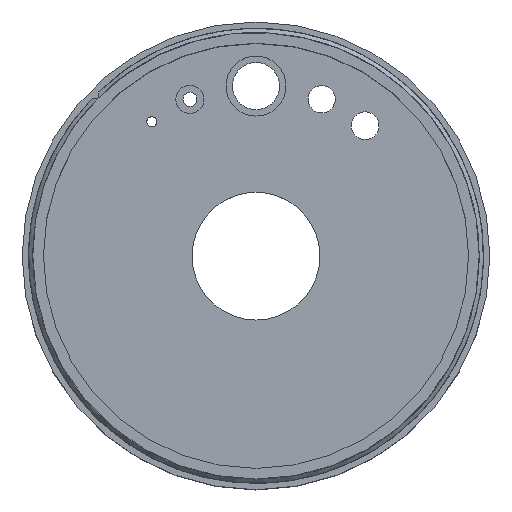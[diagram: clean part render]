
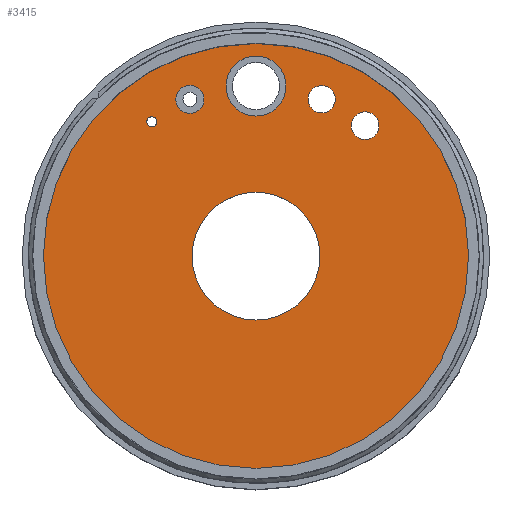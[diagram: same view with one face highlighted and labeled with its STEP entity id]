
A CAD part, top view. The second image highlights one B-rep face of the part: STEP entity #3415.
In plain terms, the highlighted planar face has unit normal (0, 0, 1).
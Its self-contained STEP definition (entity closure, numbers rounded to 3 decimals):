
#16 = CARTESIAN_POINT ( 'NONE',  ( -37.683, 73.719, 10. ) ) ;
#35 = VERTEX_POINT ( 'NONE', #3459 ) ;
#98 = VERTEX_POINT ( 'NONE', #1458 ) ;
#109 = DIRECTION ( 'NONE',  ( 0., 0., 1. ) ) ;
#140 = VERTEX_POINT ( 'NONE', #157 ) ;
#157 = CARTESIAN_POINT ( 'NONE',  ( -46.656, 63.233, 10. ) ) ;
#194 = CIRCLE ( 'NONE', #2538, 14.105 ) ;
#224 = CARTESIAN_POINT ( 'NONE',  ( -100., 0., 10. ) ) ;
#289 = FACE_BOUND ( 'NONE', #1153, .T. ) ;
#307 = CARTESIAN_POINT ( 'NONE',  ( -30.05, 0., 10. ) ) ;
#337 = AXIS2_PLACEMENT_3D ( 'NONE', #4261, #109, #475 ) ;
#366 = CARTESIAN_POINT ( 'NONE',  ( 0., 80., 10. ) ) ;
#368 = VERTEX_POINT ( 'NONE', #224 ) ;
#475 = DIRECTION ( 'NONE',  ( 1., 0., 0. ) ) ;
#499 = ORIENTED_EDGE ( 'NONE', *, *, #962, .F. ) ;
#501 = EDGE_CURVE ( 'NONE', #368, #2740, #1934, .T. ) ;
#524 = VERTEX_POINT ( 'NONE', #1956 ) ;
#538 = DIRECTION ( 'NONE',  ( 0., 0., 1. ) ) ;
#545 = FACE_BOUND ( 'NONE', #1399, .T. ) ;
#639 = AXIS2_PLACEMENT_3D ( 'NONE', #3730, #1255, #3043 ) ;
#662 = ORIENTED_EDGE ( 'NONE', *, *, #1961, .F. ) ;
#684 = ORIENTED_EDGE ( 'NONE', *, *, #1021, .F. ) ;
#726 = EDGE_LOOP ( 'NONE', ( #3836, #662 ) ) ;
#749 = VERTEX_POINT ( 'NONE', #2709 ) ;
#774 = AXIS2_PLACEMENT_3D ( 'NONE', #1373, #538, #1736 ) ;
#780 = VERTEX_POINT ( 'NONE', #3505 ) ;
#796 = AXIS2_PLACEMENT_3D ( 'NONE', #3555, #1089, #1751 ) ;
#830 = DIRECTION ( 'NONE',  ( 1., 0., 0. ) ) ;
#882 = EDGE_CURVE ( 'NONE', #749, #1593, #1135, .T. ) ;
#883 = DIRECTION ( 'NONE',  ( 1., 0., 0. ) ) ;
#911 = ORIENTED_EDGE ( 'NONE', *, *, #2512, .F. ) ;
#942 = DIRECTION ( 'NONE',  ( 1., 0., 0. ) ) ;
#962 = EDGE_CURVE ( 'NONE', #780, #1495, #1723, .T. ) ;
#965 = CARTESIAN_POINT ( 'NONE',  ( 57.85, 61.362, 10. ) ) ;
#989 = CIRCLE ( 'NONE', #3570, 2.35 ) ;
#1021 = EDGE_CURVE ( 'NONE', #524, #98, #1141, .T. ) ;
#1039 = CARTESIAN_POINT ( 'NONE',  ( 100., 0., 10. ) ) ;
#1089 = DIRECTION ( 'NONE',  ( 0., 0., 1. ) ) ;
#1120 = ORIENTED_EDGE ( 'NONE', *, *, #1159, .F. ) ;
#1135 = CIRCLE ( 'NONE', #4367, 6.52 ) ;
#1141 = CIRCLE ( 'NONE', #1573, 6.4 ) ;
#1153 = EDGE_LOOP ( 'NONE', ( #3154, #911 ) ) ;
#1154 = CARTESIAN_POINT ( 'NONE',  ( 30.882, 73.799, 10. ) ) ;
#1159 = EDGE_CURVE ( 'NONE', #1766, #35, #194, .T. ) ;
#1164 = EDGE_CURVE ( 'NONE', #4081, #140, #989, .T. ) ;
#1209 = FACE_BOUND ( 'NONE', #2817, .T. ) ;
#1255 = DIRECTION ( 'NONE',  ( 0., 0., 1. ) ) ;
#1294 = DIRECTION ( 'NONE',  ( 0., 0., 1. ) ) ;
#1355 = EDGE_CURVE ( 'NONE', #35, #1766, #4525, .T. ) ;
#1363 = EDGE_LOOP ( 'NONE', ( #2076, #3691 ) ) ;
#1373 = CARTESIAN_POINT ( 'NONE',  ( 0., 80., 10. ) ) ;
#1399 = EDGE_LOOP ( 'NONE', ( #1120, #2262 ) ) ;
#1422 = DIRECTION ( 'NONE',  ( 0., 0., 1. ) ) ;
#1458 = CARTESIAN_POINT ( 'NONE',  ( 37.282, 73.799, 10. ) ) ;
#1495 = VERTEX_POINT ( 'NONE', #307 ) ;
#1496 = DIRECTION ( 'NONE',  ( 0., 0., 1. ) ) ;
#1568 = VERTEX_POINT ( 'NONE', #16 ) ;
#1573 = AXIS2_PLACEMENT_3D ( 'NONE', #1154, #2216, #830 ) ;
#1589 = CIRCLE ( 'NONE', #796, 6.61 ) ;
#1590 = DIRECTION ( 'NONE',  ( 0., 0., 1. ) ) ;
#1593 = VERTEX_POINT ( 'NONE', #965 ) ;
#1609 = CARTESIAN_POINT ( 'NONE',  ( 0., 0., 10. ) ) ;
#1656 = EDGE_LOOP ( 'NONE', ( #2292, #3998 ) ) ;
#1691 = CARTESIAN_POINT ( 'NONE',  ( -49.006, 63.233, 10. ) ) ;
#1701 = CARTESIAN_POINT ( 'NONE',  ( -51.356, 63.233, 10. ) ) ;
#1723 = CIRCLE ( 'NONE', #4305, 30.05 ) ;
#1729 = CIRCLE ( 'NONE', #337, 6.52 ) ;
#1736 = DIRECTION ( 'NONE',  ( 1., 0., 0. ) ) ;
#1751 = DIRECTION ( 'NONE',  ( 1., 0., 0. ) ) ;
#1766 = VERTEX_POINT ( 'NONE', #3623 ) ;
#1778 = CIRCLE ( 'NONE', #4361, 6.61 ) ;
#1782 = DIRECTION ( 'NONE',  ( 0., 0., 1. ) ) ;
#1787 = AXIS2_PLACEMENT_3D ( 'NONE', #2975, #3709, #942 ) ;
#1934 = CIRCLE ( 'NONE', #1787, 100. ) ;
#1956 = CARTESIAN_POINT ( 'NONE',  ( 24.482, 73.799, 10. ) ) ;
#1958 = AXIS2_PLACEMENT_3D ( 'NONE', #1609, #1590, #3021 ) ;
#1961 = EDGE_CURVE ( 'NONE', #1593, #749, #1729, .T. ) ;
#1980 = FACE_BOUND ( 'NONE', #3005, .T. ) ;
#2044 = DIRECTION ( 'NONE',  ( 1., 0., 0. ) ) ;
#2076 = ORIENTED_EDGE ( 'NONE', *, *, #2848, .F. ) ;
#2081 = CARTESIAN_POINT ( 'NONE',  ( -24.463, 73.719, 10. ) ) ;
#2172 = CIRCLE ( 'NONE', #3933, 6.4 ) ;
#2216 = DIRECTION ( 'NONE',  ( 0., 0., 1. ) ) ;
#2262 = ORIENTED_EDGE ( 'NONE', *, *, #1355, .F. ) ;
#2292 = ORIENTED_EDGE ( 'NONE', *, *, #501, .T. ) ;
#2371 = FACE_OUTER_BOUND ( 'NONE', #1656, .T. ) ;
#2397 = ORIENTED_EDGE ( 'NONE', *, *, #3804, .F. ) ;
#2485 = DIRECTION ( 'NONE',  ( 0., 0., 1. ) ) ;
#2512 = EDGE_CURVE ( 'NONE', #140, #4081, #3329, .T. ) ;
#2522 = DIRECTION ( 'NONE',  ( 1., 0., 0. ) ) ;
#2538 = AXIS2_PLACEMENT_3D ( 'NONE', #366, #1782, #3898 ) ;
#2608 = FACE_BOUND ( 'NONE', #726, .T. ) ;
#2623 = CIRCLE ( 'NONE', #639, 30.05 ) ;
#2653 = FACE_BOUND ( 'NONE', #1363, .T. ) ;
#2709 = CARTESIAN_POINT ( 'NONE',  ( 44.81, 61.362, 10. ) ) ;
#2740 = VERTEX_POINT ( 'NONE', #1039 ) ;
#2817 = EDGE_LOOP ( 'NONE', ( #499, #2397 ) ) ;
#2848 = EDGE_CURVE ( 'NONE', #1568, #4510, #1778, .T. ) ;
#2870 = CARTESIAN_POINT ( 'NONE',  ( -49.006, 63.233, 10. ) ) ;
#2903 = ORIENTED_EDGE ( 'NONE', *, *, #4423, .F. ) ;
#2904 = DIRECTION ( 'NONE',  ( 1., 0., 0. ) ) ;
#2975 = CARTESIAN_POINT ( 'NONE',  ( 0., 0., 10. ) ) ;
#3001 = AXIS2_PLACEMENT_3D ( 'NONE', #4050, #1294, #883 ) ;
#3005 = EDGE_LOOP ( 'NONE', ( #684, #2903 ) ) ;
#3021 = DIRECTION ( 'NONE',  ( 1., 0., 0. ) ) ;
#3043 = DIRECTION ( 'NONE',  ( 1., 0., 0. ) ) ;
#3102 = DIRECTION ( 'NONE',  ( 0., 0., 1. ) ) ;
#3108 = AXIS2_PLACEMENT_3D ( 'NONE', #1691, #3102, #4512 ) ;
#3154 = ORIENTED_EDGE ( 'NONE', *, *, #1164, .F. ) ;
#3329 = CIRCLE ( 'NONE', #3108, 2.35 ) ;
#3415 = ADVANCED_FACE ( 'NONE', ( #1209, #2608, #1980, #545, #2653, #289, #2371 ), #4452, .T. ) ;
#3452 = CARTESIAN_POINT ( 'NONE',  ( -31.073, 73.719, 10. ) ) ;
#3459 = CARTESIAN_POINT ( 'NONE',  ( 14.105, 80., 10. ) ) ;
#3505 = CARTESIAN_POINT ( 'NONE',  ( 30.05, 0., 10. ) ) ;
#3555 = CARTESIAN_POINT ( 'NONE',  ( -31.073, 73.719, 10. ) ) ;
#3570 = AXIS2_PLACEMENT_3D ( 'NONE', #2870, #3590, #2522 ) ;
#3590 = DIRECTION ( 'NONE',  ( 0., 0., 1. ) ) ;
#3621 = EDGE_CURVE ( 'NONE', #2740, #368, #4169, .T. ) ;
#3623 = CARTESIAN_POINT ( 'NONE',  ( -14.105, 80., 10. ) ) ;
#3691 = ORIENTED_EDGE ( 'NONE', *, *, #4012, .F. ) ;
#3709 = DIRECTION ( 'NONE',  ( 0., 0., 1. ) ) ;
#3730 = CARTESIAN_POINT ( 'NONE',  ( 0., 0., 10. ) ) ;
#3804 = EDGE_CURVE ( 'NONE', #1495, #780, #2623, .T. ) ;
#3836 = ORIENTED_EDGE ( 'NONE', *, *, #882, .F. ) ;
#3862 = CARTESIAN_POINT ( 'NONE',  ( 30.882, 73.799, 10. ) ) ;
#3898 = DIRECTION ( 'NONE',  ( 1., 0., 0. ) ) ;
#3909 = DIRECTION ( 'NONE',  ( 1., 0., 0. ) ) ;
#3933 = AXIS2_PLACEMENT_3D ( 'NONE', #3862, #1422, #2044 ) ;
#3998 = ORIENTED_EDGE ( 'NONE', *, *, #3621, .T. ) ;
#4012 = EDGE_CURVE ( 'NONE', #4510, #1568, #1589, .T. ) ;
#4050 = CARTESIAN_POINT ( 'NONE',  ( 0., 0., 10. ) ) ;
#4081 = VERTEX_POINT ( 'NONE', #1701 ) ;
#4169 = CIRCLE ( 'NONE', #1958, 100. ) ;
#4189 = DIRECTION ( 'NONE',  ( 1., 0., 0. ) ) ;
#4259 = CARTESIAN_POINT ( 'NONE',  ( 51.33, 61.362, 10. ) ) ;
#4261 = CARTESIAN_POINT ( 'NONE',  ( 51.33, 61.362, 10. ) ) ;
#4305 = AXIS2_PLACEMENT_3D ( 'NONE', #4334, #1496, #2904 ) ;
#4334 = CARTESIAN_POINT ( 'NONE',  ( 0., 0., 10. ) ) ;
#4361 = AXIS2_PLACEMENT_3D ( 'NONE', #3452, #4516, #4189 ) ;
#4367 = AXIS2_PLACEMENT_3D ( 'NONE', #4259, #2485, #3909 ) ;
#4423 = EDGE_CURVE ( 'NONE', #98, #524, #2172, .T. ) ;
#4452 = PLANE ( 'NONE',  #3001 ) ;
#4510 = VERTEX_POINT ( 'NONE', #2081 ) ;
#4512 = DIRECTION ( 'NONE',  ( 1., 0., 0. ) ) ;
#4516 = DIRECTION ( 'NONE',  ( 0., 0., 1. ) ) ;
#4525 = CIRCLE ( 'NONE', #774, 14.105 ) ;
